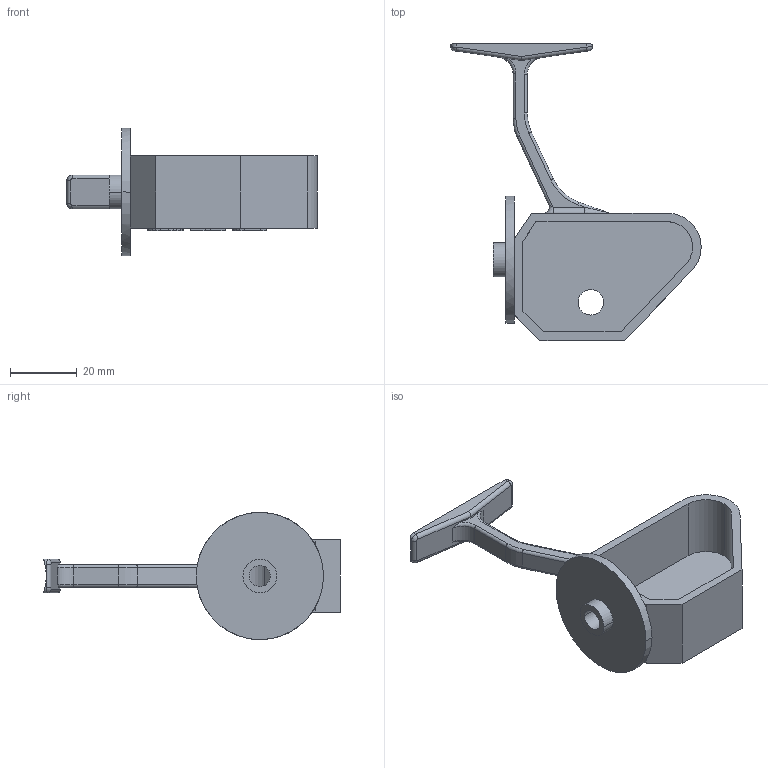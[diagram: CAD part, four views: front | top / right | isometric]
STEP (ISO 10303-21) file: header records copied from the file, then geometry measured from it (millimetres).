
FILE_DESCRIPTION(('produced by SPATIAL CORP'),'2;1');
FILE_NAME( 'ocean_95.prt.hh.sat.stp', '2002-04-19T13:30:45+00:00',('SPATIAL CORP'),('SPATIAL CORP'), 'ACIS STEP Husk','http://www.spatial.com','SPATIAL CORP');
FILE_SCHEMA(('CONFIG_CONTROL_DESIGN'));
Length unit declared in the file: millimetre
Products named in the file (1): PRODUCT_ID_1
Bounding box: 74.92 x 88.9 x 38.1 mm (x, y, z)
Volume: 17868.8 mm3; surface area: 13856.7 mm2
Topology: 1 solids, 1 shells, 169 faces, 442 edges, 282 vertices
Faces by surface type: plane 109, cylinder 42, torus 10, bspline 8
Entity records: 17664 total; most frequent: CARTESIAN_POINT 13520, ORIENTED_EDGE 884, DIRECTION 766, EDGE_CURVE 442, VECTOR 334, LINE 334, VERTEX_POINT 282, AXIS2_PLACEMENT_3D 216
